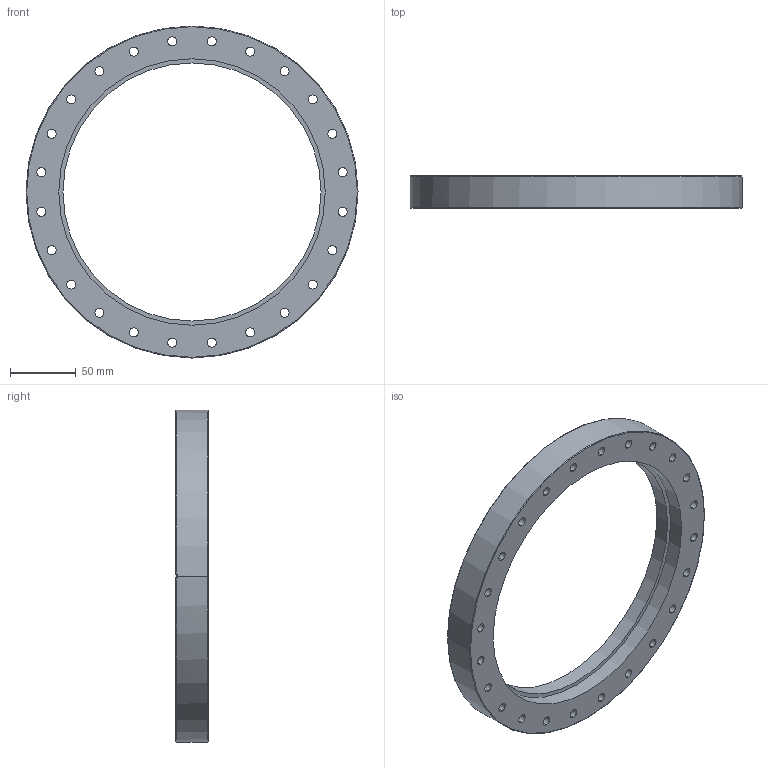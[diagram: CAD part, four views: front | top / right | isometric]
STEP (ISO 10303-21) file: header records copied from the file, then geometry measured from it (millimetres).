
FILE_DESCRIPTION (( 'STEP AP203' ), '1' );
FILE_NAME ('P104648.step', '2014-09-25T02:51:20', ( 'Rick' ), ( 'Microsoft' ), 'SwSTEP 2.0', 'SolidWorks 2014', '' );
FILE_SCHEMA (( 'CONFIG_CONTROL_DESIGN' ));
Length unit declared in the file: inch
Products named in the file (1): P104648
Bounding box: 253.19 x 24.59 x 253.19 mm (x, y, z)
Volume: 433662.1 mm3; surface area: 86377.7 mm2
Topology: 1 solids, 1 shells, 89 faces, 236 edges, 142 vertices
Faces by surface type: cylinder 64, sphere 8, torus 6, plane 5, bspline 4, cone 2
Entity records: 3149 total; most frequent: CARTESIAN_POINT 714, DIRECTION 540, ORIENTED_EDGE 456, AXIS2_PLACEMENT_3D 236, EDGE_CURVE 228, CIRCLE 150, VERTEX_POINT 142, EDGE_LOOP 140
